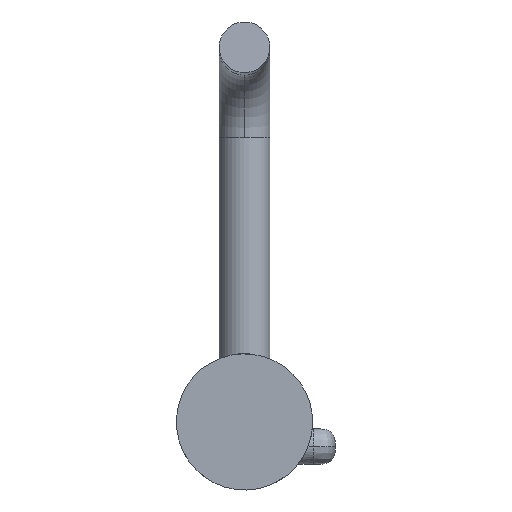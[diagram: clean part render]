
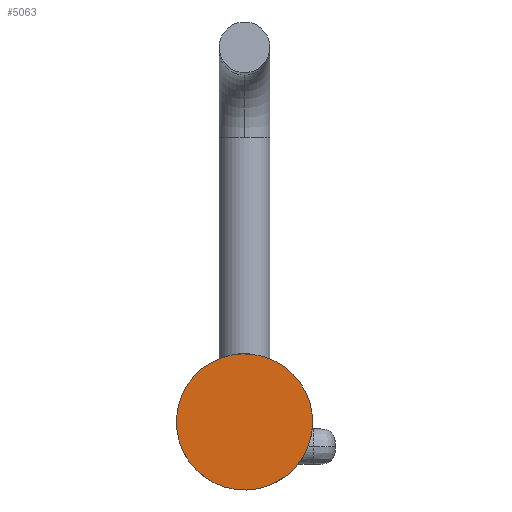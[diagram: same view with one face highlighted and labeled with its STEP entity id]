
A CAD part, front view. The second image highlights one B-rep face of the part: STEP entity #5063.
In plain terms, the highlighted planar face has unit normal (0, -1, 0).
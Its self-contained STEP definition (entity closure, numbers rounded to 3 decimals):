
#47 = B_SPLINE_CURVE_WITH_KNOTS ( 'NONE', 3,
 ( #5402, #3763, #314, #4205, #3784, #5298, #139, #2466, #3311, #5538 ),
 .UNSPECIFIED., .F., .F.,
 ( 4, 1, 1, 1, 1, 2, 4 ),
 ( 0., 0.002, 0.005, 0.007, 0.01, 0.048, 0.096 ),
 .UNSPECIFIED. ) ;
#139 = CARTESIAN_POINT ( 'NONE',  ( -32.179, 0.2, -9.636 ) ) ;
#255 = CARTESIAN_POINT ( 'NONE',  ( -3.758, 0.2, -30.439 ) ) ;
#314 = CARTESIAN_POINT ( 'NONE',  ( -6.26, 0.2, -30.061 ) ) ;
#522 = CARTESIAN_POINT ( 'NONE',  ( 3.758, 0.2, 30.6 ) ) ;
#714 = CARTESIAN_POINT ( 'NONE',  ( -2.916, 0.2, -30.542 ) ) ;
#902 = EDGE_CURVE ( 'NONE', #2327, #3179, #47, .T. ) ;
#1195 = PLANE ( 'NONE',  #4184 ) ;
#1450 = CARTESIAN_POINT ( 'NONE',  ( 3.758, 0.2, 30.6 ) ) ;
#1662 = EDGE_CURVE ( 'NONE', #3179, #2327, #3951, .T. ) ;
#2163 = DIRECTION ( 'NONE',  ( 0., 1., 0. ) ) ;
#2327 = VERTEX_POINT ( 'NONE', #4682 ) ;
#2466 = CARTESIAN_POINT ( 'NONE',  ( -28.445, 0.2, 20.683 ) ) ;
#2943 = CARTESIAN_POINT ( 'NONE',  ( -1.239, 0.2, -30.679 ) ) ;
#3104 = ORIENTED_EDGE ( 'NONE', *, *, #1662, .F. ) ;
#3179 = VERTEX_POINT ( 'NONE', #522 ) ;
#3311 = CARTESIAN_POINT ( 'NONE',  ( -13.086, 0.2, 32.675 ) ) ;
#3652 = CARTESIAN_POINT ( 'NONE',  ( 20.602, 0.2, 28.526 ) ) ;
#3763 = CARTESIAN_POINT ( 'NONE',  ( -4.6, 0.2, -30.335 ) ) ;
#3784 = CARTESIAN_POINT ( 'NONE',  ( -10.995, 0.2, -28.677 ) ) ;
#3817 = CARTESIAN_POINT ( 'NONE',  ( 32.594, 0.2, 13.167 ) ) ;
#3951 = B_SPLINE_CURVE_WITH_KNOTS ( 'NONE', 3,
 ( #1450, #3652, #3817, #4715, #5136, #4203, #5518, #2943, #714, #255 ),
 .UNSPECIFIED., .F., .F.,
 ( 4, 2, 1, 1, 1, 1, 4 ),
 ( 0.096, 0.144, 0.182, 0.185, 0.187, 0.189, 0.192 ),
 .UNSPECIFIED. ) ;
#4184 = AXIS2_PLACEMENT_3D ( 'NONE', #5615, #2163, #5247 ) ;
#4189 = ORIENTED_EDGE ( 'NONE', *, *, #902, .F. ) ;
#4203 = CARTESIAN_POINT ( 'NONE',  ( 3.69, 0.2, -30.485 ) ) ;
#4205 = CARTESIAN_POINT ( 'NONE',  ( -8.671, 0.2, -29.46 ) ) ;
#4682 = CARTESIAN_POINT ( 'NONE',  ( -3.758, 0.2, -30.439 ) ) ;
#4715 = CARTESIAN_POINT ( 'NONE',  ( 28.86, 0.2, -17.152 ) ) ;
#5063 = ADVANCED_FACE ( 'NONE', ( #5070 ), #1195, .F. ) ;
#5070 = FACE_OUTER_BOUND ( 'NONE', #5076, .T. ) ;
#5076 = EDGE_LOOP ( 'NONE', ( #4189, #3104 ) ) ;
#5136 = CARTESIAN_POINT ( 'NONE',  ( 18.063, 0.2, -28.17 ) ) ;
#5247 = DIRECTION ( 'NONE',  ( 0., 0., -1. ) ) ;
#5298 = CARTESIAN_POINT ( 'NONE',  ( -24.377, 0.2, -22.944 ) ) ;
#5402 = CARTESIAN_POINT ( 'NONE',  ( -3.758, 0.2, -30.439 ) ) ;
#5518 = CARTESIAN_POINT ( 'NONE',  ( 1.245, 0.2, -30.681 ) ) ;
#5538 = CARTESIAN_POINT ( 'NONE',  ( 3.758, 0.2, 30.6 ) ) ;
#5615 = CARTESIAN_POINT ( 'NONE',  ( 0., 0.2, 0.081 ) ) ;
